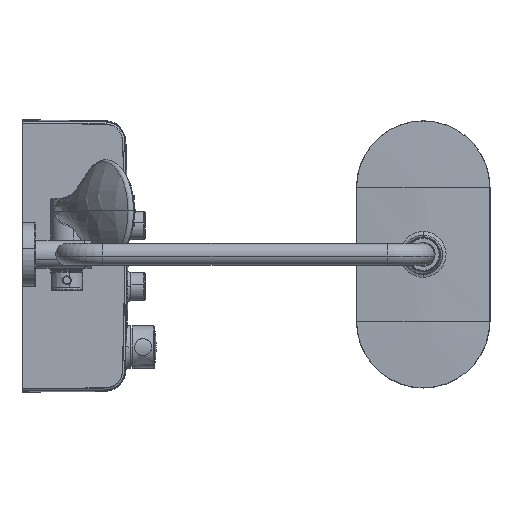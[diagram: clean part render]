
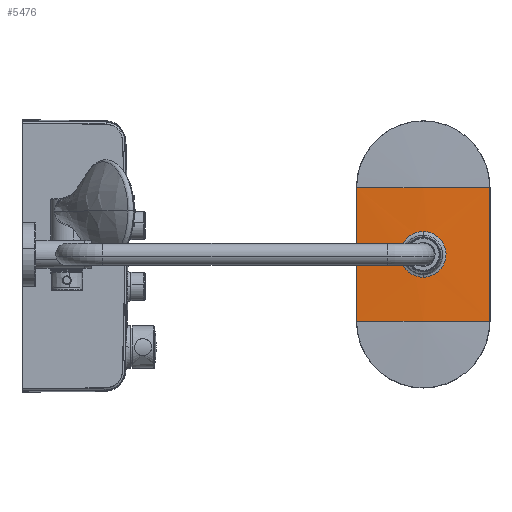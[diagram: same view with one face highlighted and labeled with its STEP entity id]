
A CAD part, top view. The second image highlights one B-rep face of the part: STEP entity #5476.
In plain terms, the highlighted cylindrical face has radius 1400.33 mm (diameter 2800.67 mm), a partial arc.
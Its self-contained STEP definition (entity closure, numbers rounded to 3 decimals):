
#1244=FACE_BOUND('',#54313,.T.);
#1856=LINE('',#128204,#3213);
#1857=LINE('',#128213,#3214);
#3213=VECTOR('',#245154,150.);
#3214=VECTOR('',#245154,150.);
#5476=ADVANCED_FACE('extract',(#8948,#1244),#88228,.T.);
#8948=FACE_OUTER_BOUND('',#54312,.T.);
#17087=ORIENTED_EDGE('',*,*,#33138,.F.);
#17088=ORIENTED_EDGE('',*,*,#33139,.F.);
#17089=ORIENTED_EDGE('',*,*,#33140,.F.);
#17090=ORIENTED_EDGE('',*,*,#33141,.F.);
#17091=ORIENTED_EDGE('',*,*,#33142,.T.);
#17092=ORIENTED_EDGE('',*,*,#33143,.T.);
#17093=ORIENTED_EDGE('',*,*,#32850,.T.);
#17094=ORIENTED_EDGE('',*,*,#32848,.T.);
#32848=EDGE_CURVE('523',#48777,#48776,#41467,.T.);
#32850=EDGE_CURVE('522',#48776,#48777,#41468,.T.);
#33138=EDGE_CURVE('517',#48975,#48976,#41689,.T.);
#33139=EDGE_CURVE('507',#48977,#48975,#1856,.T.);
#33140=EDGE_CURVE('518',#48978,#48977,#41690,.T.);
#33141=EDGE_CURVE('519',#48979,#48978,#41691,.T.);
#33142=EDGE_CURVE('520',#48979,#48980,#1857,.T.);
#33143=EDGE_CURVE('521',#48980,#48976,#41692,.T.);
#41467=B_SPLINE_CURVE_WITH_KNOTS('',3,(#124394,#124395,#124396,#124397,#124398,#124399,#124400,#124401,#124402,#124403,#124404,#124405,#124406,#124407,#124408,#124409,#124410,#124411,#124412,#124413,#124414,#124415,#124416,#124417,#124418,#124419,#124420,#124421,#124422,#124423,#124392),.UNSPECIFIED.,.F.,.U.,(4,1,1,1,1,1,1,1,1,1,1,1,1,1,1,1,1,1,1,1,1,1,1,1,1,1,1,1,4),(0.,0.013,0.026,0.046,0.066,0.099,0.132,0.171,0.21,0.263,0.316,0.368,0.421,0.474,0.526,0.579,0.632,0.698,0.763,0.803,0.842,0.882,0.921,0.941,0.96,0.974,0.987,0.994,1.),.UNSPECIFIED.);
#41468=B_SPLINE_CURVE_WITH_KNOTS('',3,(#124392,#124506,#124507,#124508,#124509,#124510,#124511,#124512,#124513,#124514,#124515,#124516,#124517,#124518,#124519,#124520,#124521,#124522,#124523,#124524,#124525,#124526,#124527,#124528,#124529,#124530,#124531,#124394),.UNSPECIFIED.,.F.,.U.,(4,1,1,1,1,1,1,1,1,1,1,1,1,1,1,1,1,1,1,1,1,1,1,1,1,4),(0.,0.013,0.026,0.046,0.066,0.099,0.132,0.171,0.21,0.263,0.316,0.368,0.421,0.474,0.526,0.579,0.632,0.698,0.763,0.842,0.921,0.96,0.974,0.987,0.994,1.),.UNSPECIFIED.);
#41689=B_SPLINE_CURVE_WITH_KNOTS('',3,(#128201,#128202,#128203,#128200),.UNSPECIFIED.,.F.,.U.,(4,4),(0.,1.),.UNSPECIFIED.);
#41690=B_SPLINE_CURVE_WITH_KNOTS('',3,(#128205,#128206,#128207,#128204),.UNSPECIFIED.,.F.,.U.,(4,4),(0.,1.),.UNSPECIFIED.);
#41691=B_SPLINE_CURVE_WITH_KNOTS('',3,(#128209,#128210,#128211,#128205),.UNSPECIFIED.,.F.,.U.,(4,4),(0.,1.),.UNSPECIFIED.);
#41692=B_SPLINE_CURVE_WITH_KNOTS('',3,(#128212,#128214,#128215,#128200),.UNSPECIFIED.,.F.,.U.,(4,4),(0.,1.),.UNSPECIFIED.);
#48776=VERTEX_POINT('342',#124392);
#48777=VERTEX_POINT('343',#124394);
#48975=VERTEX_POINT('330',#128199);
#48976=VERTEX_POINT('340',#128200);
#48977=VERTEX_POINT('333',#128204);
#48978=VERTEX_POINT('341',#128205);
#48979=VERTEX_POINT('339',#128208);
#48980=VERTEX_POINT('334',#128212);
#54312=EDGE_LOOP('',(#17087,#17088,#17089,#17090,#17091,#17092));
#54313=EDGE_LOOP('',(#17093,#17094));
#88228=CYLINDRICAL_SURFACE('',#243420,1400.334);
#124392=CARTESIAN_POINT('',(400.,25.648,996.21));
#124394=CARTESIAN_POINT('',(400.003,-25.648,996.21));
#124395=CARTESIAN_POINT('',(399.648,-25.644,996.21));
#124396=CARTESIAN_POINT('',(398.937,-25.635,996.21));
#124397=CARTESIAN_POINT('',(397.699,-25.555,996.208));
#124398=CARTESIAN_POINT('',(396.291,-25.394,996.205));
#124399=CARTESIAN_POINT('',(394.379,-25.055,996.199));
#124400=CARTESIAN_POINT('',(392.16,-24.469,996.189));
#124401=CARTESIAN_POINT('',(389.522,-23.467,996.172));
#124402=CARTESIAN_POINT('',(386.849,-22.096,996.149));
#124403=CARTESIAN_POINT('',(383.93,-20.1,996.119));
#124404=CARTESIAN_POINT('',(381.062,-17.456,996.083));
#124405=CARTESIAN_POINT('',(378.439,-14.103,996.045));
#124406=CARTESIAN_POINT('',(376.419,-10.353,996.012));
#124407=CARTESIAN_POINT('',(375.03,-6.327,995.987));
#124408=CARTESIAN_POINT('',(374.337,-2.124,995.975));
#124409=CARTESIAN_POINT('',(374.329,2.134,995.975));
#124410=CARTESIAN_POINT('',(375.038,6.334,995.988));
#124411=CARTESIAN_POINT('',(376.529,10.696,996.014));
#124412=CARTESIAN_POINT('',(378.994,15.02,996.053));
#124413=CARTESIAN_POINT('',(382.055,18.483,996.096));
#124414=CARTESIAN_POINT('',(385.076,20.933,996.131));
#124415=CARTESIAN_POINT('',(387.777,22.624,996.157));
#124416=CARTESIAN_POINT('',(390.67,23.958,996.18));
#124417=CARTESIAN_POINT('',(393.196,24.77,996.194));
#124418=CARTESIAN_POINT('',(395.261,25.225,996.202));
#124419=CARTESIAN_POINT('',(396.653,25.441,996.206));
#124420=CARTESIAN_POINT('',(397.88,25.567,996.208));
#124421=CARTESIAN_POINT('',(398.788,25.625,996.209));
#124422=CARTESIAN_POINT('',(399.495,25.643,996.21));
#124423=CARTESIAN_POINT('',(399.849,25.646,996.21));
#124506=CARTESIAN_POINT('',(400.354,25.644,996.21));
#124507=CARTESIAN_POINT('',(401.062,25.635,996.21));
#124508=CARTESIAN_POINT('',(402.295,25.556,996.208));
#124509=CARTESIAN_POINT('',(403.695,25.397,996.205));
#124510=CARTESIAN_POINT('',(405.604,25.058,996.199));
#124511=CARTESIAN_POINT('',(407.827,24.471,996.189));
#124512=CARTESIAN_POINT('',(410.473,23.471,996.172));
#124513=CARTESIAN_POINT('',(413.146,22.099,996.149));
#124514=CARTESIAN_POINT('',(416.059,20.102,996.119));
#124515=CARTESIAN_POINT('',(418.934,17.471,996.083));
#124516=CARTESIAN_POINT('',(421.547,14.112,996.045));
#124517=CARTESIAN_POINT('',(423.578,10.37,996.012));
#124518=CARTESIAN_POINT('',(424.961,6.341,995.988));
#124519=CARTESIAN_POINT('',(425.67,2.141,995.975));
#124520=CARTESIAN_POINT('',(425.664,-2.116,995.975));
#124521=CARTESIAN_POINT('',(424.972,-6.317,995.987));
#124522=CARTESIAN_POINT('',(423.472,-10.677,996.014));
#124523=CARTESIAN_POINT('',(421.016,-15.009,996.053));
#124524=CARTESIAN_POINT('',(417.256,-19.267,996.106));
#124525=CARTESIAN_POINT('',(412.334,-22.785,996.159));
#124526=CARTESIAN_POINT('',(407.362,-24.73,996.193));
#124527=CARTESIAN_POINT('',(403.889,-25.382,996.205));
#124528=CARTESIAN_POINT('',(402.131,-25.566,996.208));
#124529=CARTESIAN_POINT('',(401.22,-25.624,996.209));
#124530=CARTESIAN_POINT('',(400.51,-25.643,996.21));
#124531=CARTESIAN_POINT('',(400.154,-25.646,996.21));
#128198=CARTESIAN_POINT('',(400.,75.,-404.124));
#128199=CARTESIAN_POINT('',(474.811,-75.,994.21));
#128200=CARTESIAN_POINT('',(400.,-75.,996.21));
#128201=CARTESIAN_POINT('',(474.811,-75.,994.21));
#128202=CARTESIAN_POINT('',(449.898,-75.,995.543));
#128203=CARTESIAN_POINT('',(424.949,-75.,996.21));
#128204=CARTESIAN_POINT('',(474.811,75.,994.21));
#128205=CARTESIAN_POINT('',(400.,75.,996.21));
#128206=CARTESIAN_POINT('',(424.949,75.,996.21));
#128207=CARTESIAN_POINT('',(449.898,75.,995.543));
#128208=CARTESIAN_POINT('',(325.189,75.,994.21));
#128209=CARTESIAN_POINT('',(325.189,75.,994.21));
#128210=CARTESIAN_POINT('',(350.102,75.,995.543));
#128211=CARTESIAN_POINT('',(375.051,75.,996.21));
#128212=CARTESIAN_POINT('',(325.189,-75.,994.21));
#128213=CARTESIAN_POINT('',(325.189,75.,994.21));
#128214=CARTESIAN_POINT('',(350.102,-75.,995.543));
#128215=CARTESIAN_POINT('',(375.051,-75.,996.21));
#243420=AXIS2_PLACEMENT_3D('',#128198,#245154,#245967);
#245154=DIRECTION('',(0.,-1.,0.));
#245967=DIRECTION('',(0.053,0.,0.999));
